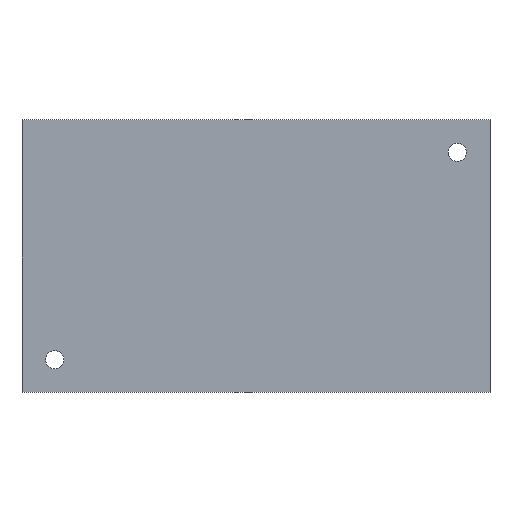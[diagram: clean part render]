
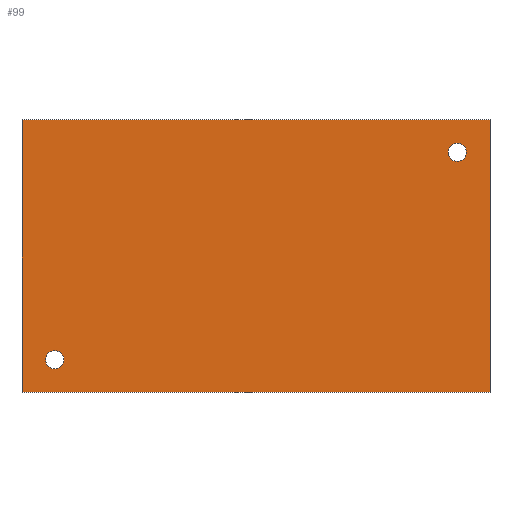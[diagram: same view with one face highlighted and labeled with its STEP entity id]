
A CAD part, top view. The second image highlights one B-rep face of the part: STEP entity #99.
In plain terms, the highlighted planar face has unit normal (0, 0, 1).
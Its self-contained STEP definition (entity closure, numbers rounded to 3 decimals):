
#2 = CARTESIAN_POINT ( 'NONE',  ( 5.715, 3.81, 18.25 ) ) ;
#14 = VERTEX_POINT ( 'NONE', #483 ) ;
#33 = CARTESIAN_POINT ( 'NONE',  ( 94.44, 53.8, 18.25 ) ) ;
#36 = VECTOR ( 'NONE', #386, 1000. ) ;
#38 = VERTEX_POINT ( 'NONE', #420 ) ;
#47 = EDGE_LOOP ( 'NONE', ( #364, #738 ) ) ;
#48 = ORIENTED_EDGE ( 'NONE', *, *, #734, .T. ) ;
#67 = EDGE_CURVE ( 'NONE', #318, #489, #486, .T. ) ;
#99 = ADVANCED_FACE ( 'NONE', ( #768, #443, #126 ), #255, .T. ) ;
#126 = FACE_OUTER_BOUND ( 'NONE', #681, .T. ) ;
#134 = CARTESIAN_POINT ( 'NONE',  ( 0., 0., 18.25 ) ) ;
#139 = CARTESIAN_POINT ( 'NONE',  ( 94.44, -3., 18.25 ) ) ;
#145 = CARTESIAN_POINT ( 'NONE',  ( -3., -3., 18.25 ) ) ;
#154 = EDGE_CURVE ( 'NONE', #458, #38, #265, .T. ) ;
#158 = ORIENTED_EDGE ( 'NONE', *, *, #589, .T. ) ;
#160 = CARTESIAN_POINT ( 'NONE',  ( -3., -3., 18.25 ) ) ;
#184 = CIRCLE ( 'NONE', #577, 1.905 ) ;
#221 = LINE ( 'NONE', #145, #36 ) ;
#223 = ORIENTED_EDGE ( 'NONE', *, *, #531, .T. ) ;
#250 = AXIS2_PLACEMENT_3D ( 'NONE', #331, #698, #269 ) ;
#252 = CARTESIAN_POINT ( 'NONE',  ( 87.63, 46.99, 18.25 ) ) ;
#255 = PLANE ( 'NONE',  #426 ) ;
#265 = CIRCLE ( 'NONE', #465, 1.905 ) ;
#268 = VERTEX_POINT ( 'NONE', #160 ) ;
#269 = DIRECTION ( 'NONE',  ( 1., 0., 0. ) ) ;
#305 = DIRECTION ( 'NONE',  ( 1., 0., 0. ) ) ;
#318 = VERTEX_POINT ( 'NONE', #390 ) ;
#321 = ORIENTED_EDGE ( 'NONE', *, *, #154, .T. ) ;
#331 = CARTESIAN_POINT ( 'NONE',  ( 3.81, 3.81, 18.25 ) ) ;
#353 = DIRECTION ( 'NONE',  ( 0., 0., -1. ) ) ;
#362 = CARTESIAN_POINT ( 'NONE',  ( -3., 53.8, 18.25 ) ) ;
#364 = ORIENTED_EDGE ( 'NONE', *, *, #67, .T. ) ;
#365 = DIRECTION ( 'NONE',  ( 0., 1., 0. ) ) ;
#368 = VECTOR ( 'NONE', #365, 1000. ) ;
#377 = EDGE_CURVE ( 'NONE', #268, #556, #221, .T. ) ;
#381 = CARTESIAN_POINT ( 'NONE',  ( -3., 53.8, 18.25 ) ) ;
#386 = DIRECTION ( 'NONE',  ( 1., 0., 0. ) ) ;
#390 = CARTESIAN_POINT ( 'NONE',  ( 85.725, 46.99, 18.25 ) ) ;
#412 = ORIENTED_EDGE ( 'NONE', *, *, #377, .T. ) ;
#414 = EDGE_CURVE ( 'NONE', #489, #318, #184, .T. ) ;
#420 = CARTESIAN_POINT ( 'NONE',  ( 1.905, 3.81, 18.25 ) ) ;
#425 = CARTESIAN_POINT ( 'NONE',  ( 3.81, 3.81, 18.25 ) ) ;
#426 = AXIS2_PLACEMENT_3D ( 'NONE', #134, #769, #603 ) ;
#428 = VECTOR ( 'NONE', #741, 1000. ) ;
#443 = FACE_BOUND ( 'NONE', #47, .T. ) ;
#458 = VERTEX_POINT ( 'NONE', #2 ) ;
#461 = EDGE_CURVE ( 'NONE', #14, #625, #623, .T. ) ;
#465 = AXIS2_PLACEMENT_3D ( 'NONE', #425, #353, #718 ) ;
#483 = CARTESIAN_POINT ( 'NONE',  ( 94.44, 53.8, 18.25 ) ) ;
#486 = CIRCLE ( 'NONE', #671, 1.905 ) ;
#489 = VERTEX_POINT ( 'NONE', #750 ) ;
#501 = VECTOR ( 'NONE', #762, 1000. ) ;
#515 = DIRECTION ( 'NONE',  ( 1., 0., 0. ) ) ;
#519 = DIRECTION ( 'NONE',  ( 0., 0., -1. ) ) ;
#526 = CARTESIAN_POINT ( 'NONE',  ( 87.63, 46.99, 18.25 ) ) ;
#531 = EDGE_CURVE ( 'NONE', #625, #268, #569, .T. ) ;
#550 = CARTESIAN_POINT ( 'NONE',  ( 94.44, -3., 18.25 ) ) ;
#552 = LINE ( 'NONE', #550, #368 ) ;
#556 = VERTEX_POINT ( 'NONE', #139 ) ;
#569 = LINE ( 'NONE', #381, #428 ) ;
#577 = AXIS2_PLACEMENT_3D ( 'NONE', #252, #676, #305 ) ;
#589 = EDGE_CURVE ( 'NONE', #556, #14, #552, .T. ) ;
#603 = DIRECTION ( 'NONE',  ( 1., 0., 0. ) ) ;
#623 = LINE ( 'NONE', #33, #501 ) ;
#625 = VERTEX_POINT ( 'NONE', #362 ) ;
#671 = AXIS2_PLACEMENT_3D ( 'NONE', #526, #519, #515 ) ;
#675 = EDGE_LOOP ( 'NONE', ( #48, #321 ) ) ;
#676 = DIRECTION ( 'NONE',  ( 0., 0., -1. ) ) ;
#677 = CIRCLE ( 'NONE', #250, 1.905 ) ;
#681 = EDGE_LOOP ( 'NONE', ( #412, #158, #749, #223 ) ) ;
#698 = DIRECTION ( 'NONE',  ( 0., 0., -1. ) ) ;
#718 = DIRECTION ( 'NONE',  ( 1., 0., 0. ) ) ;
#734 = EDGE_CURVE ( 'NONE', #38, #458, #677, .T. ) ;
#738 = ORIENTED_EDGE ( 'NONE', *, *, #414, .T. ) ;
#741 = DIRECTION ( 'NONE',  ( 0., -1., 0. ) ) ;
#749 = ORIENTED_EDGE ( 'NONE', *, *, #461, .T. ) ;
#750 = CARTESIAN_POINT ( 'NONE',  ( 89.535, 46.99, 18.25 ) ) ;
#762 = DIRECTION ( 'NONE',  ( -1., 0., 0. ) ) ;
#768 = FACE_BOUND ( 'NONE', #675, .T. ) ;
#769 = DIRECTION ( 'NONE',  ( 0., 0., 1. ) ) ;
